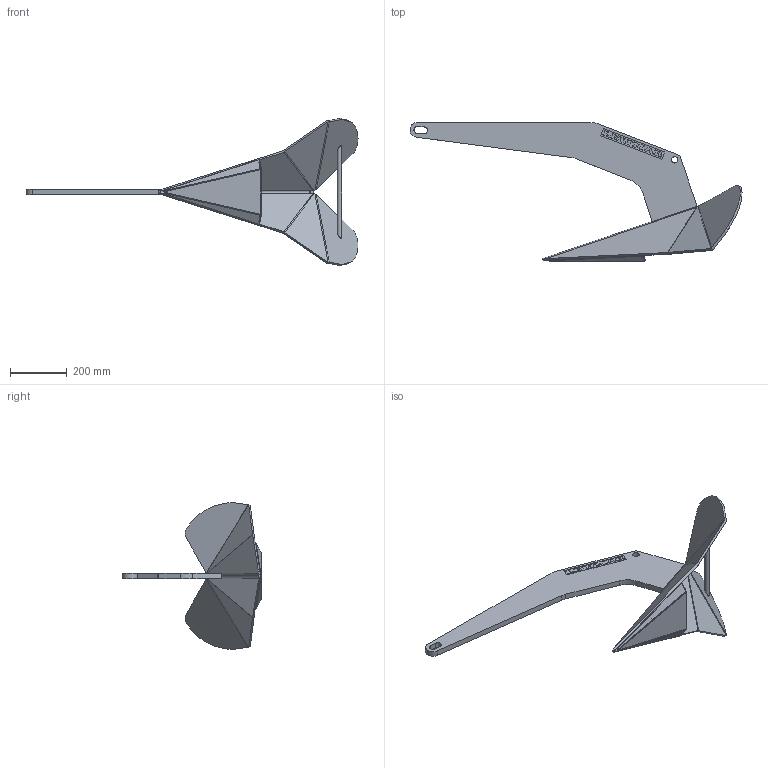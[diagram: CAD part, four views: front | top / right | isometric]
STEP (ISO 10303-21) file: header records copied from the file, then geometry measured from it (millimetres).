
FILE_DESCRIPTION((''),'2;1');
FILE_NAME('69000523_ASM','2013-01-08T',('mdance'),(''),'PRO/ENGINEER BY PARAMETRIC TECHNOLOGY CORPORATION, 2010280','PRO/ENGINEER BY PARAMETRIC TECHNOLOGY CORPORATION, 2010280','');
FILE_SCHEMA(('CONFIG_CONTROL_DESIGN'));
Length unit declared in the file: millimetre
Products named in the file (7): 65001952; 65001953; 65001955; 65001956; 65001954; BALLAST_50KG_DTX; 69000523_ASM
Assembly tree (6 placements, depth 2):
  69000523_ASM
    65001952
    65001953
    65001955
    65001956
    65001954
    BALLAST_50KG_DTX
Bounding box: 1172.29 x 490.3 x 520.08 mm (x, y, z)
Volume: 6063467.2 mm3; surface area: 1030470.8 mm2
Topology: 6 solids, 6 shells, 1381 faces, 3859 edges, 2558 vertices
Faces by surface type: plane 1315, cylinder 32, bspline 20, extrusion 14
Entity records: 44462 total; most frequent: CARTESIAN_POINT 8927, ORIENTED_EDGE 7718, DIRECTION 6551, EDGE_CURVE 3859, VECTOR 3759, LINE 3745, VERTEX_POINT 2558, EDGE_LOOP 1457
